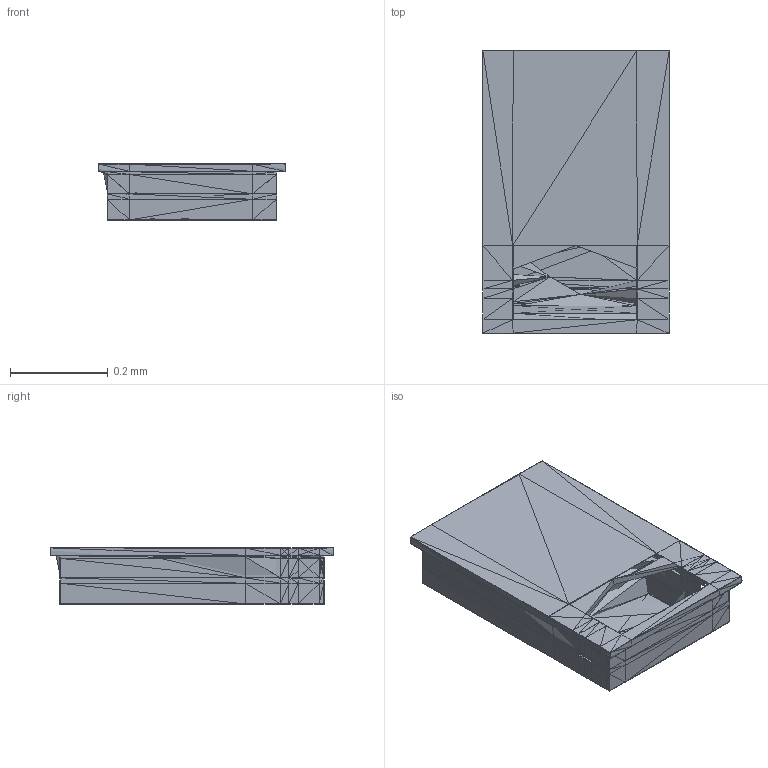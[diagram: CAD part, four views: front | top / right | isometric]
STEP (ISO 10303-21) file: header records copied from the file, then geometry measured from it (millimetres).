
FILE_DESCRIPTION(('FreeCAD Model'),'2;1');
FILE_NAME('Open CASCADE Shape Model','2021-05-10T21:23:39',('FreeCAD'),( 'FreeCAD'),'Open CASCADE STEP processor 7.5','FreeCAD','Unknown');
FILE_SCHEMA(('AUTOMOTIVE_DESIGN { 1 0 10303 214 1 1 1 1 }'));
Length unit declared in the file: millimetre
Products named in the file (35): Open CASCADE STEP translator 7.5 2; Open CASCADE STEP translator 7.5 2.1; Open CASCADE STEP translator 7.5 2.1.1; Open CASCADE STEP translator 7.5 2.1.2; Open CASCADE STEP translator 7.5 2.1.3; Open CASCADE STEP translator 7.5 2.1.4; Open CASCADE STEP translator 7.5 2.1.5; Open CASCADE STEP translator 7.5 2.1.6; Open CASCADE STEP translator 7.5 2.1.7; Open CASCADE STEP translator 7.5 2.1.8; Open CASCADE STEP translator 7.5 2.1.9; Open CASCADE STEP translator 7.5 2.1.10; Open CASCADE STEP translator 7.5 2.1.11; Open CASCADE STEP translator 7.5 2.1.12; Open CASCADE STEP translator 7.5 2.1.13; Open CASCADE STEP translator 7.5 2.1.14; Open CASCADE STEP translator 7.5 2.1.15; Open CASCADE STEP translator 7.5 2.1.16; Open CASCADE STEP translator 7.5 2.1.17; Open CASCADE STEP translator 7.5 2.1.18; Open CASCADE STEP translator 7.5 2.1.19; Open CASCADE STEP translator 7.5 2.1.20; Open CASCADE STEP translator 7.5 2.1.21; Open CASCADE STEP translator 7.5 2.1.22; Open CASCADE STEP translator 7.5 2.1.23; Open CASCADE STEP translator 7.5 2.1.24; Open CASCADE STEP translator 7.5 2.1.25; Open CASCADE STEP translator 7.5 2.1.26; Open CASCADE STEP translator 7.5 2.1.27; Open CASCADE STEP translator 7.5 2.1.28; Open CASCADE STEP translator 7.5 2.1.29; Open CASCADE STEP translator 7.5 2.1.30; Open CASCADE STEP translator 7.5 2.1.31; Open CASCADE STEP translator 7.5 2.1.32; Open CASCADE STEP translator 7.5 2.1.33
Assembly tree (34 placements, depth 3):
  Open CASCADE STEP translator 7.5 2
    Open CASCADE STEP translator 7.5 2.1
      Open CASCADE STEP translator 7.5 2.1.1
      Open CASCADE STEP translator 7.5 2.1.2
      Open CASCADE STEP translator 7.5 2.1.3
      Open CASCADE STEP translator 7.5 2.1.4
      Open CASCADE STEP translator 7.5 2.1.5
      Open CASCADE STEP translator 7.5 2.1.6
      Open CASCADE STEP translator 7.5 2.1.7
      Open CASCADE STEP translator 7.5 2.1.8
      Open CASCADE STEP translator 7.5 2.1.9
      Open CASCADE STEP translator 7.5 2.1.10
      Open CASCADE STEP translator 7.5 2.1.11
      Open CASCADE STEP translator 7.5 2.1.12
      Open CASCADE STEP translator 7.5 2.1.13
      Open CASCADE STEP translator 7.5 2.1.14
      Open CASCADE STEP translator 7.5 2.1.15
      Open CASCADE STEP translator 7.5 2.1.16
      Open CASCADE STEP translator 7.5 2.1.17
      Open CASCADE STEP translator 7.5 2.1.18
      Open CASCADE STEP translator 7.5 2.1.19
      Open CASCADE STEP translator 7.5 2.1.20
      Open CASCADE STEP translator 7.5 2.1.21
      Open CASCADE STEP translator 7.5 2.1.22
      Open CASCADE STEP translator 7.5 2.1.23
      Open CASCADE STEP translator 7.5 2.1.24
      Open CASCADE STEP translator 7.5 2.1.25
      Open CASCADE STEP translator 7.5 2.1.26
      Open CASCADE STEP translator 7.5 2.1.27
      Open CASCADE STEP translator 7.5 2.1.28
      Open CASCADE STEP translator 7.5 2.1.29
      Open CASCADE STEP translator 7.5 2.1.30
      Open CASCADE STEP translator 7.5 2.1.31
      Open CASCADE STEP translator 7.5 2.1.32
      Open CASCADE STEP translator 7.5 2.1.33
Bounding box: 0.38 x 0.58 x 0.12 mm (x, y, z)
Topology: 0 solids, 33 shells, 1291 faces, 2060 edges, 718 vertices
Faces by surface type: plane 1291
Entity records: 50816 total; most frequent: CARTESIAN_POINT 9931, DIRECTION 6886, LINE 4240, VECTOR 4240, ORIENTED_EDGE 3913, PCURVE 3913, DEFINITIONAL_REPRESENTATION 3913, EDGE_CURVE 2120
